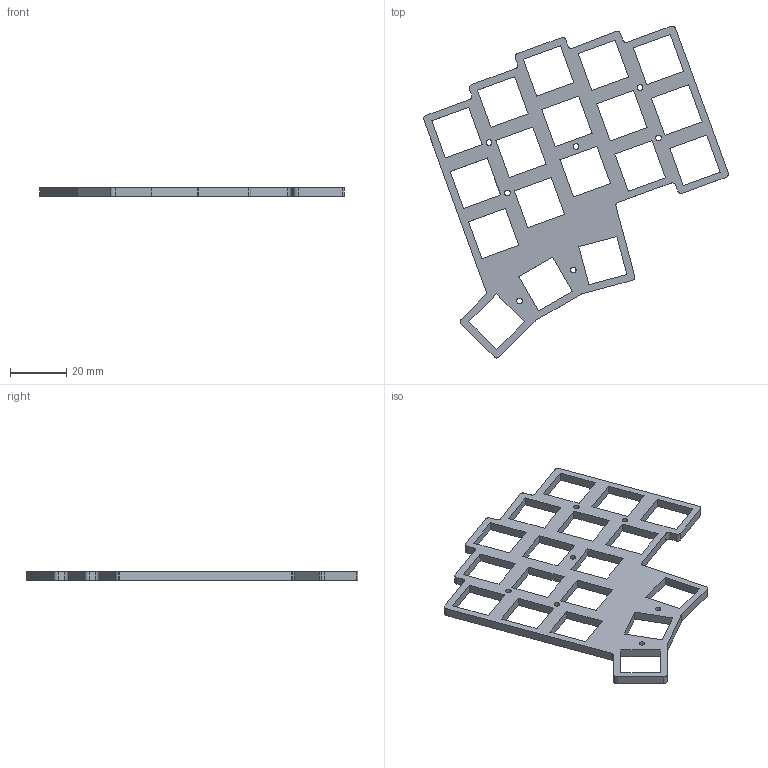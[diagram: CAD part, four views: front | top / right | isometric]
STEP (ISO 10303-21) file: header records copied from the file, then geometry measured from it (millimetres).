
FILE_DESCRIPTION(('HOOPS Exchange Step'),'2;1');
FILE_NAME('temp_export','2022-11-13T13:32:07-05:00',('mobile'),('Shapr3D Limited'),'HOOPS Exchange 2022.1','Shapr3D','Authorized');
FILE_SCHEMA( ('AUTOMOTIVE_DESIGN { 1 0 10303 214 1 1 1 1 }') );
Length unit declared in the file: millimetre
Products named in the file (1): Plate (Right)
Bounding box: 108.34 x 118.01 x 3 mm (x, y, z)
Volume: 10753 mm3; surface area: 11510.1 mm2
Topology: 1 solids, 1 shells, 125 faces, 383 edges, 260 vertices
Faces by surface type: plane 94, cylinder 31
Full cylindrical faces by diameter (mm): 2 x7
Entity records: 4409 total; most frequent: CARTESIAN_POINT 769, ORIENTED_EDGE 766, DIRECTION 711, EDGE_CURVE 383, VECTOR 307, LINE 307, VERTEX_POINT 260, AXIS2_PLACEMENT_3D 202
